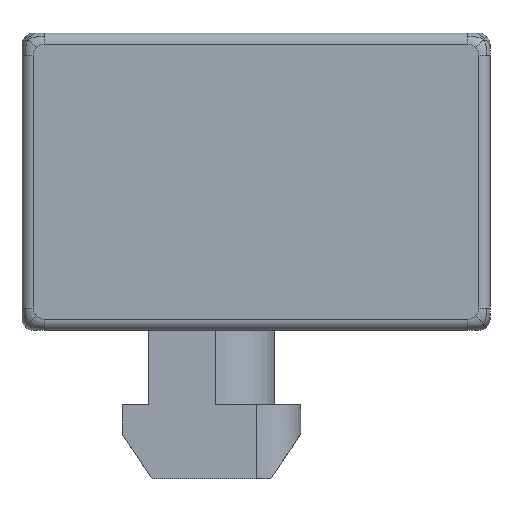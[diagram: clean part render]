
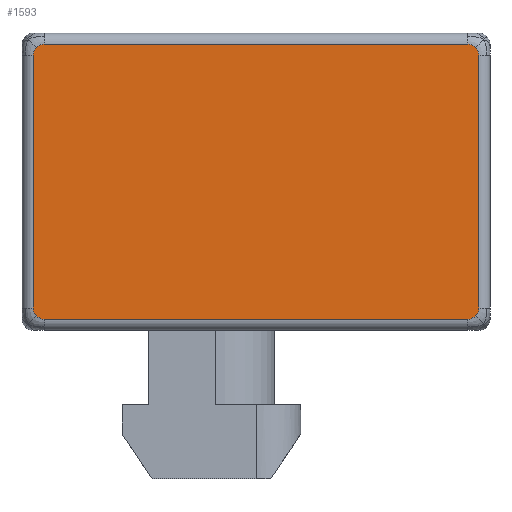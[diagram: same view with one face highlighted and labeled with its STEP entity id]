
A CAD part, front view. The second image highlights one B-rep face of the part: STEP entity #1593.
In plain terms, the highlighted planar face has unit normal (0, -1, 0).
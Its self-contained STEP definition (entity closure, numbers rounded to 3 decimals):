
#23=PLANE('',#1749);
#63=LINE('',#4446,#147);
#66=LINE('',#4450,#150);
#70=LINE('',#4456,#154);
#71=LINE('',#4458,#155);
#147=VECTOR('',#2025,10.);
#150=VECTOR('',#2030,10.);
#154=VECTOR('',#2038,10.);
#155=VECTOR('',#2041,10.);
#297=FACE_OUTER_BOUND('',#391,.T.);
#391=EDGE_LOOP('',(#1257,#1258,#1259,#1260,#1261,#1262,#1263,#1264,#1265,
#1266,#1267,#1268));
#465=CIRCLE('',#1675,0.75);
#468=CIRCLE('',#1678,0.75);
#481=CIRCLE('',#1691,0.75);
#484=CIRCLE('',#1694,0.75);
#495=CIRCLE('',#1705,0.75);
#498=CIRCLE('',#1708,0.75);
#505=CIRCLE('',#1715,0.75);
#508=CIRCLE('',#1718,0.75);
#633=VERTEX_POINT('',#3058);
#634=VERTEX_POINT('',#3065);
#636=VERTEX_POINT('',#3111);
#653=VERTEX_POINT('',#3442);
#654=VERTEX_POINT('',#3449);
#656=VERTEX_POINT('',#3495);
#669=VERTEX_POINT('',#3772);
#670=VERTEX_POINT('',#3779);
#672=VERTEX_POINT('',#3825);
#681=VERTEX_POINT('',#4010);
#682=VERTEX_POINT('',#4017);
#684=VERTEX_POINT('',#4063);
#803=EDGE_CURVE('',#633,#634,#465,.T.);
#807=EDGE_CURVE('',#636,#633,#468,.T.);
#829=EDGE_CURVE('',#653,#654,#481,.T.);
#833=EDGE_CURVE('',#656,#653,#484,.T.);
#851=EDGE_CURVE('',#669,#670,#495,.T.);
#855=EDGE_CURVE('',#672,#669,#498,.T.);
#867=EDGE_CURVE('',#681,#682,#505,.T.);
#871=EDGE_CURVE('',#684,#681,#508,.T.);
#905=EDGE_CURVE('',#670,#636,#63,.T.);
#908=EDGE_CURVE('',#634,#656,#66,.T.);
#912=EDGE_CURVE('',#654,#684,#70,.T.);
#913=EDGE_CURVE('',#682,#672,#71,.T.);
#1257=ORIENTED_EDGE('',*,*,#807,.F.);
#1258=ORIENTED_EDGE('',*,*,#905,.F.);
#1259=ORIENTED_EDGE('',*,*,#851,.F.);
#1260=ORIENTED_EDGE('',*,*,#855,.F.);
#1261=ORIENTED_EDGE('',*,*,#913,.F.);
#1262=ORIENTED_EDGE('',*,*,#867,.F.);
#1263=ORIENTED_EDGE('',*,*,#871,.F.);
#1264=ORIENTED_EDGE('',*,*,#912,.F.);
#1265=ORIENTED_EDGE('',*,*,#829,.F.);
#1266=ORIENTED_EDGE('',*,*,#833,.F.);
#1267=ORIENTED_EDGE('',*,*,#908,.F.);
#1268=ORIENTED_EDGE('',*,*,#803,.F.);
#1593=ADVANCED_FACE('',(#297),#23,.T.);
#1675=AXIS2_PLACEMENT_3D('',#3066,#1871,#1872);
#1678=AXIS2_PLACEMENT_3D('',#3113,#1877,#1878);
#1691=AXIS2_PLACEMENT_3D('',#3450,#1903,#1904);
#1694=AXIS2_PLACEMENT_3D('',#3497,#1909,#1910);
#1705=AXIS2_PLACEMENT_3D('',#3780,#1931,#1932);
#1708=AXIS2_PLACEMENT_3D('',#3827,#1937,#1938);
#1715=AXIS2_PLACEMENT_3D('',#4018,#1951,#1952);
#1718=AXIS2_PLACEMENT_3D('',#4065,#1957,#1958);
#1749=AXIS2_PLACEMENT_3D('',#4460,#2043,#2044);
#1871=DIRECTION('center_axis',(0.,1.,0.));
#1872=DIRECTION('ref_axis',(-0.707,0.,0.707));
#1877=DIRECTION('center_axis',(0.,1.,0.));
#1878=DIRECTION('ref_axis',(-0.707,0.,0.707));
#1903=DIRECTION('center_axis',(0.,1.,0.));
#1904=DIRECTION('ref_axis',(0.707,0.,0.707));
#1909=DIRECTION('center_axis',(0.,1.,0.));
#1910=DIRECTION('ref_axis',(0.707,0.,0.707));
#1931=DIRECTION('center_axis',(0.,1.,0.));
#1932=DIRECTION('ref_axis',(-0.707,0.,-0.707));
#1937=DIRECTION('center_axis',(0.,1.,0.));
#1938=DIRECTION('ref_axis',(-0.707,0.,-0.707));
#1951=DIRECTION('center_axis',(0.,1.,0.));
#1952=DIRECTION('ref_axis',(0.707,0.,-0.707));
#1957=DIRECTION('center_axis',(0.,1.,0.));
#1958=DIRECTION('ref_axis',(0.707,0.,-0.707));
#2025=DIRECTION('',(0.,0.,1.));
#2030=DIRECTION('',(1.,0.,0.));
#2038=DIRECTION('',(0.,0.,-1.));
#2041=DIRECTION('',(-1.,0.,0.));
#2043=DIRECTION('center_axis',(0.,-1.,0.));
#2044=DIRECTION('ref_axis',(0.,0.,-1.));
#3058=CARTESIAN_POINT('',(0.97,-10.,9.03));
#3065=CARTESIAN_POINT('',(1.5,-10.,9.25));
#3066=CARTESIAN_POINT('Origin',(1.5,-10.,8.5));
#3111=CARTESIAN_POINT('',(0.75,-10.,8.5));
#3113=CARTESIAN_POINT('Origin',(1.5,-10.,8.5));
#3442=CARTESIAN_POINT('',(30.53,-10.,9.03));
#3449=CARTESIAN_POINT('',(30.75,-10.,8.5));
#3450=CARTESIAN_POINT('Origin',(30.,-10.,8.5));
#3495=CARTESIAN_POINT('',(30.,-10.,9.25));
#3497=CARTESIAN_POINT('Origin',(30.,-10.,8.5));
#3772=CARTESIAN_POINT('',(0.97,-10.,-9.03));
#3779=CARTESIAN_POINT('',(0.75,-10.,-8.5));
#3780=CARTESIAN_POINT('Origin',(1.5,-10.,-8.5));
#3825=CARTESIAN_POINT('',(1.5,-10.,-9.25));
#3827=CARTESIAN_POINT('Origin',(1.5,-10.,-8.5));
#4010=CARTESIAN_POINT('',(30.53,-10.,-9.03));
#4017=CARTESIAN_POINT('',(30.,-10.,-9.25));
#4018=CARTESIAN_POINT('Origin',(30.,-10.,-8.5));
#4063=CARTESIAN_POINT('',(30.75,-10.,-8.5));
#4065=CARTESIAN_POINT('Origin',(30.,-10.,-8.5));
#4446=CARTESIAN_POINT('',(0.75,-10.,0.));
#4450=CARTESIAN_POINT('',(-0.63,-10.,9.25));
#4456=CARTESIAN_POINT('',(30.75,-10.,0.));
#4458=CARTESIAN_POINT('',(-0.63,-10.,-9.25));
#4460=CARTESIAN_POINT('Origin',(-0.63,-10.,0.));
